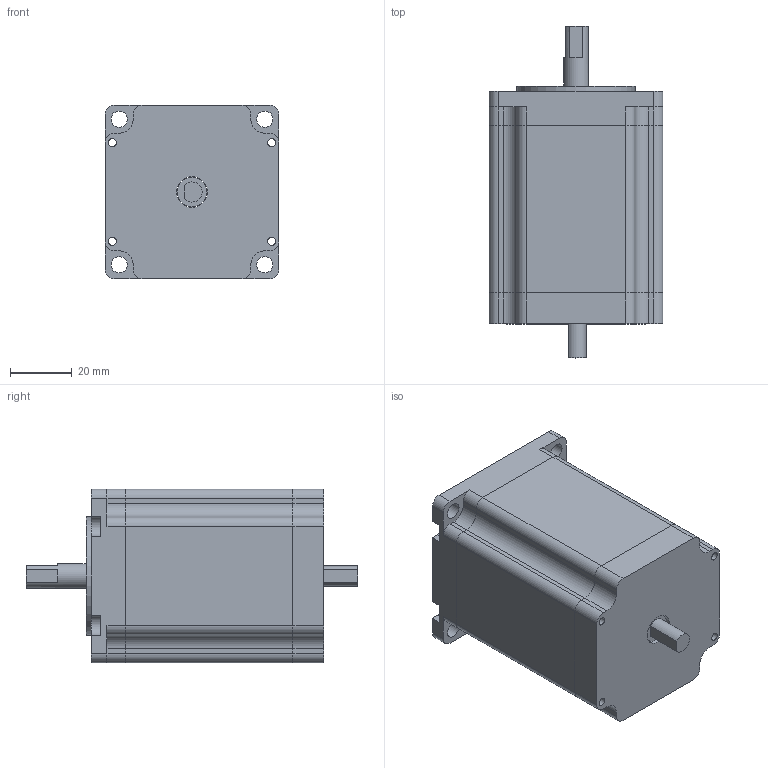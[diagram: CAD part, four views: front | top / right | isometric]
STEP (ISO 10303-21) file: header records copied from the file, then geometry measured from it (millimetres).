
FILE_DESCRIPTION(/* description */ (''),/* implementation_level */ '2;1');
FILE_NAME(/* name */ '23HS8430B.step',/* time_stamp */ '2020-08-28T21:50:31+03:00',/* author */ (''),/* organization */ (''),/* preprocessor_version */ 'ST-DEVELOPER v18.1',/* originating_system */ 'Autodesk Translation Framework v9.3.0.1241',/* authorisation */ '');
FILE_SCHEMA (('AUTOMOTIVE_DESIGN { 1 0 10303 214 3 1 1 }'));
Length unit declared in the file: millimetre
Products named in the file (1): 23HS8430B
Bounding box: 56 x 107.13 x 56 mm (x, y, z)
Volume: 212769.6 mm3; surface area: 42917.2 mm2
Topology: 5 solids, 5 shells, 140 faces, 381 edges, 254 vertices
Faces by surface type: plane 71, cylinder 69
Full cylindrical faces by diameter (mm): 2.6 x12, 5.25 x4, 8 x1, 9.5 x1, 10 x4, 38.1 x1
Entity records: 4630 total; most frequent: DIRECTION 805, CARTESIAN_POINT 776, ORIENTED_EDGE 762, EDGE_CURVE 381, AXIS2_PLACEMENT_3D 283, VERTEX_POINT 254, LINE 239, VECTOR 239
